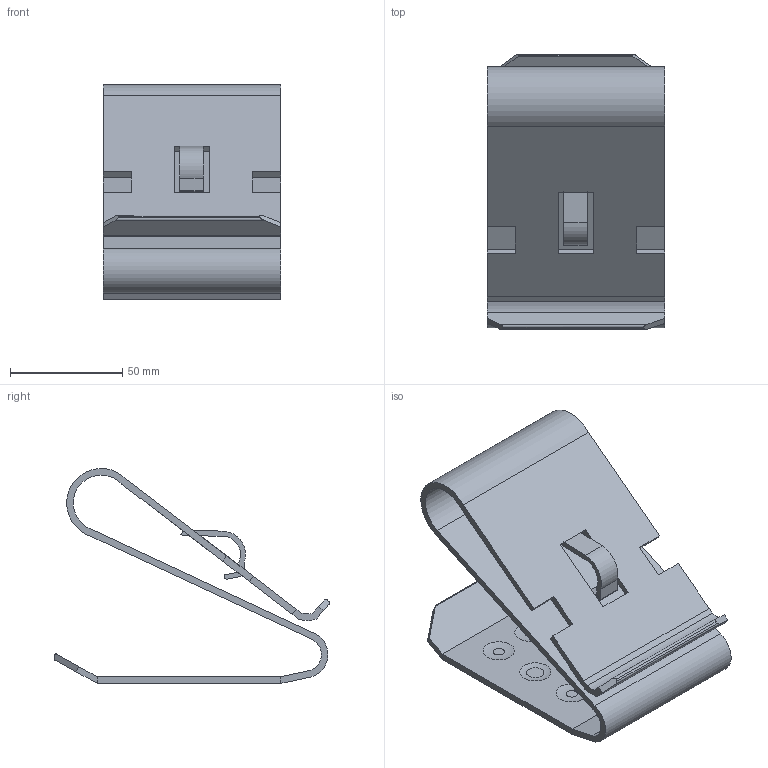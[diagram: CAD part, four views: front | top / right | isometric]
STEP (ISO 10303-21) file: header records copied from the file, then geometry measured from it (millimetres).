
FILE_DESCRIPTION(('HOOPS Exchange Step'),'2;1');
FILE_NAME('temp_export','2022-12-01T17:24:33+08:00',('mobile'),('Shapr3D Limited'),'HOOPS Exchange 2022.1','Shapr3D','Authorized');
FILE_SCHEMA( ('AUTOMOTIVE_DESIGN { 1 0 10303 214 1 1 1 1 }') );
Length unit declared in the file: millimetre
Products named in the file (1): root
Bounding box: 79.2 x 122.62 x 95.87 mm (x, y, z)
Volume: 92882.4 mm3; surface area: 69204.4 mm2
Topology: 6 solids, 6 shells, 117 faces, 309 edges, 222 vertices
Faces by surface type: plane 80, torus 18, cylinder 13, bspline 6
Entity records: 4054 total; most frequent: CARTESIAN_POINT 985, DIRECTION 647, ORIENTED_EDGE 618, EDGE_CURVE 309, AXIS2_PLACEMENT_3D 234, VERTEX_POINT 222, VECTOR 179, LINE 179
